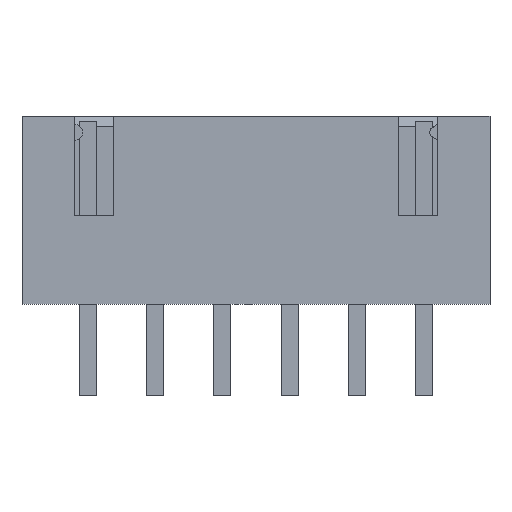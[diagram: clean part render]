
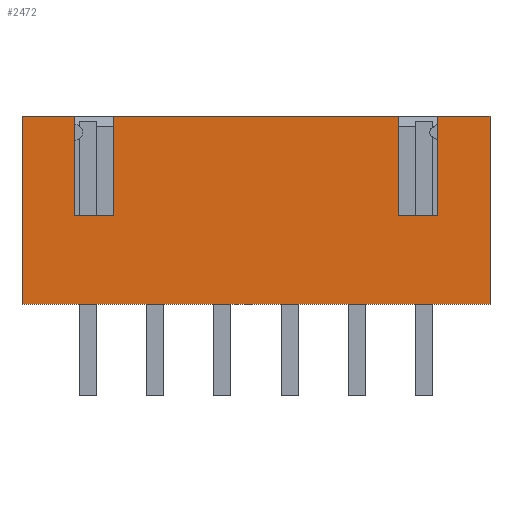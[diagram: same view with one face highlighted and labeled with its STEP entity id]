
A CAD part, front view. The second image highlights one B-rep face of the part: STEP entity #2472.
In plain terms, the highlighted planar face has unit normal (0, -1, 0).
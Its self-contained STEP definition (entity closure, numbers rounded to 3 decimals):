
#2343=CARTESIAN_POINT('',(-8.7,-2.375,0.));
#2344=VERTEX_POINT('',#2343);
#2361=CARTESIAN_POINT('',(8.7,-2.375,0.));
#2362=VERTEX_POINT('',#2361);
#2369=CARTESIAN_POINT('',(8.7,-2.375,0.));
#2370=DIRECTION('',(-1.0,0.0,0.0));
#2371=VECTOR('',#2370,17.4);
#2372=LINE('',#2369,#2371);
#2373=EDGE_CURVE('',#2362,#2344,#2372,.T.);
#2378=CARTESIAN_POINT('',(9.57,-2.375,-0.35));
#2379=DIRECTION('',(0.0,1.0,0.0));
#2380=DIRECTION('',(-1.0,0.0,0.0));
#2381=AXIS2_PLACEMENT_3D('',#2378,#2379,#2380);
#2382=PLANE('',#2381);
#2383=CARTESIAN_POINT('',(8.7,-2.375,7.0));
#2384=VERTEX_POINT('',#2383);
#2385=CARTESIAN_POINT('',(6.75,-2.375,7.));
#2386=VERTEX_POINT('',#2385);
#2387=CARTESIAN_POINT('',(8.7,-2.375,7.0));
#2388=DIRECTION('',(-1.0,0.0,0.0));
#2389=VECTOR('',#2388,1.95);
#2390=LINE('',#2387,#2389);
#2391=EDGE_CURVE('',#2384,#2386,#2390,.T.);
#2392=ORIENTED_EDGE('',*,*,#2391,.T.);
#2393=CARTESIAN_POINT('',(6.75,-2.375,3.3));
#2394=VERTEX_POINT('',#2393);
#2395=CARTESIAN_POINT('',(6.75,-2.375,3.3));
#2396=DIRECTION('',(0.0,0.0,1.0));
#2397=VECTOR('',#2396,3.7);
#2398=LINE('',#2395,#2397);
#2399=EDGE_CURVE('',#2394,#2386,#2398,.T.);
#2400=ORIENTED_EDGE('',*,*,#2399,.F.);
#2401=CARTESIAN_POINT('',(5.3,-2.375,3.3));
#2402=VERTEX_POINT('',#2401);
#2403=CARTESIAN_POINT('',(5.3,-2.375,3.3));
#2404=DIRECTION('',(1.0,0.0,0.0));
#2405=VECTOR('',#2404,1.45);
#2406=LINE('',#2403,#2405);
#2407=EDGE_CURVE('',#2402,#2394,#2406,.T.);
#2408=ORIENTED_EDGE('',*,*,#2407,.F.);
#2409=CARTESIAN_POINT('',(5.3,-2.375,7.));
#2410=VERTEX_POINT('',#2409);
#2411=CARTESIAN_POINT('',(5.3,-2.375,7.));
#2412=DIRECTION('',(0.0,0.0,-1.0));
#2413=VECTOR('',#2412,3.7);
#2414=LINE('',#2411,#2413);
#2415=EDGE_CURVE('',#2410,#2402,#2414,.T.);
#2416=ORIENTED_EDGE('',*,*,#2415,.F.);
#2417=CARTESIAN_POINT('',(-5.3,-2.375,7.0));
#2418=VERTEX_POINT('',#2417);
#2419=CARTESIAN_POINT('',(5.3,-2.375,7.0));
#2420=DIRECTION('',(-1.0,0.0,0.0));
#2421=VECTOR('',#2420,10.6);
#2422=LINE('',#2419,#2421);
#2423=EDGE_CURVE('',#2410,#2418,#2422,.T.);
#2424=ORIENTED_EDGE('',*,*,#2423,.T.);
#2425=CARTESIAN_POINT('',(-5.3,-2.375,3.3));
#2426=VERTEX_POINT('',#2425);
#2427=CARTESIAN_POINT('',(-5.3,-2.375,3.3));
#2428=DIRECTION('',(0.0,0.0,1.0));
#2429=VECTOR('',#2428,3.7);
#2430=LINE('',#2427,#2429);
#2431=EDGE_CURVE('',#2426,#2418,#2430,.T.);
#2432=ORIENTED_EDGE('',*,*,#2431,.F.);
#2433=CARTESIAN_POINT('',(-6.75,-2.375,3.3));
#2434=VERTEX_POINT('',#2433);
#2435=CARTESIAN_POINT('',(-6.75,-2.375,3.3));
#2436=DIRECTION('',(1.0,0.0,0.0));
#2437=VECTOR('',#2436,1.45);
#2438=LINE('',#2435,#2437);
#2439=EDGE_CURVE('',#2434,#2426,#2438,.T.);
#2440=ORIENTED_EDGE('',*,*,#2439,.F.);
#2441=CARTESIAN_POINT('',(-6.75,-2.375,7.0));
#2442=VERTEX_POINT('',#2441);
#2443=CARTESIAN_POINT('',(-6.75,-2.375,7.0));
#2444=DIRECTION('',(0.0,0.0,-1.0));
#2445=VECTOR('',#2444,3.7);
#2446=LINE('',#2443,#2445);
#2447=EDGE_CURVE('',#2442,#2434,#2446,.T.);
#2448=ORIENTED_EDGE('',*,*,#2447,.F.);
#2449=CARTESIAN_POINT('',(-8.7,-2.375,7.0));
#2450=VERTEX_POINT('',#2449);
#2451=CARTESIAN_POINT('',(-6.75,-2.375,7.0));
#2452=DIRECTION('',(-1.0,0.0,0.0));
#2453=VECTOR('',#2452,1.95);
#2454=LINE('',#2451,#2453);
#2455=EDGE_CURVE('',#2442,#2450,#2454,.T.);
#2456=ORIENTED_EDGE('',*,*,#2455,.T.);
#2457=CARTESIAN_POINT('',(-8.7,-2.375,7.0));
#2458=DIRECTION('',(0.0,0.0,-1.0));
#2459=VECTOR('',#2458,7.0);
#2460=LINE('',#2457,#2459);
#2461=EDGE_CURVE('',#2450,#2344,#2460,.T.);
#2462=ORIENTED_EDGE('',*,*,#2461,.T.);
#2463=ORIENTED_EDGE('',*,*,#2373,.F.);
#2464=CARTESIAN_POINT('',(8.7,-2.375,7.0));
#2465=DIRECTION('',(0.0,0.0,-1.0));
#2466=VECTOR('',#2465,7.0);
#2467=LINE('',#2464,#2466);
#2468=EDGE_CURVE('',#2384,#2362,#2467,.T.);
#2469=ORIENTED_EDGE('',*,*,#2468,.F.);
#2470=EDGE_LOOP('',(#2392,#2400,#2408,#2416,#2424,#2432,#2440,#2448,#2456,#2462,#2463,#2469));
#2471=FACE_OUTER_BOUND('',#2470,.T.);
#2472=ADVANCED_FACE('',(#2471),#2382,.F.);
